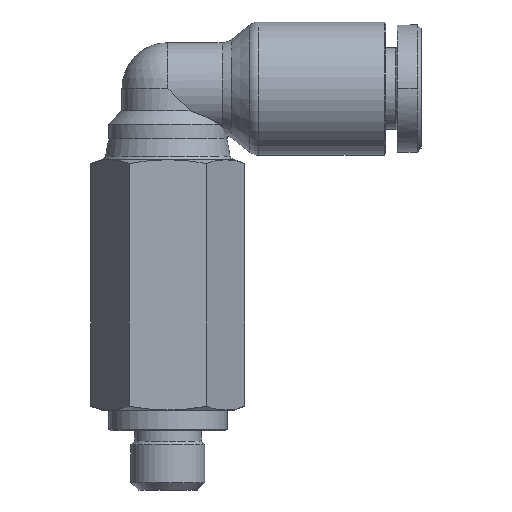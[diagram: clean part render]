
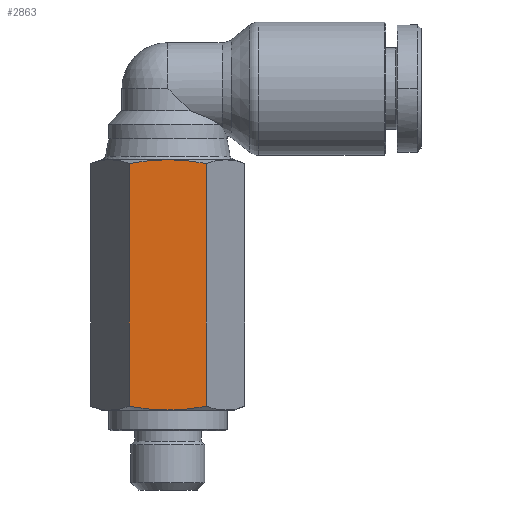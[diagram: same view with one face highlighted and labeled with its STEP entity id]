
A CAD part, front view. The second image highlights one B-rep face of the part: STEP entity #2863.
In plain terms, the highlighted planar face has unit normal (0, -1, 0).
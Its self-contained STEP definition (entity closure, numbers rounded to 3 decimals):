
#2682=CARTESIAN_POINT('',(-7.898,-4.5,-21.447));
#2683=VERTEX_POINT('',#2682);
#2697=CARTESIAN_POINT('',(-5.3,-4.5,-21.7));
#2698=VERTEX_POINT('',#2697);
#2706=CARTESIAN_POINT('',(-7.898,-4.5,-21.447));
#2707=CARTESIAN_POINT('',(-6.506,-4.5,-21.7));
#2708=CARTESIAN_POINT('',(-5.3,-4.5,-21.7));
#2716=(BOUNDED_CURVE()B_SPLINE_CURVE(2,(#2706,#2707,#2708),.UNSPECIFIED.,.F.,.U.)B_SPLINE_CURVE_WITH_KNOTS((3,3),(8.622,12.512),.UNSPECIFIED.)CURVE()GEOMETRIC_REPRESENTATION_ITEM()RATIONAL_B_SPLINE_CURVE((1.167,1.121,1.0))REPRESENTATION_ITEM(''));
#2717=EDGE_CURVE('',#2683,#2698,#2716,.T.);
#2727=CARTESIAN_POINT('',(-2.702,-4.5,-21.447));
#2728=VERTEX_POINT('',#2727);
#2729=CARTESIAN_POINT('',(-5.3,-4.5,-21.7));
#2730=CARTESIAN_POINT('',(-4.094,-4.5,-21.7));
#2731=CARTESIAN_POINT('',(-2.702,-4.5,-21.447));
#2739=(BOUNDED_CURVE()B_SPLINE_CURVE(2,(#2729,#2730,#2731),.UNSPECIFIED.,.F.,.U.)B_SPLINE_CURVE_WITH_KNOTS((3,3),(12.512,16.403),.UNSPECIFIED.)CURVE()GEOMETRIC_REPRESENTATION_ITEM()RATIONAL_B_SPLINE_CURVE((1.0,1.121,1.167))REPRESENTATION_ITEM(''));
#2740=EDGE_CURVE('',#2698,#2728,#2739,.T.);
#2772=CARTESIAN_POINT('',(-7.898,-4.5,-5.053));
#2773=VERTEX_POINT('',#2772);
#2774=CARTESIAN_POINT('',(-7.898,-4.5,-21.447));
#2775=DIRECTION('',(0.0,0.0,1.0));
#2776=VECTOR('',#2775,16.393);
#2777=LINE('',#2774,#2776);
#2778=EDGE_CURVE('',#2683,#2773,#2777,.T.);
#2817=CARTESIAN_POINT('',(-2.702,-4.5,-23.1));
#2818=DIRECTION('',(0.0,-1.0,0.0));
#2819=DIRECTION('',(-1.0,0.0,0.0));
#2820=AXIS2_PLACEMENT_3D('',#2817,#2818,#2819);
#2821=PLANE('',#2820);
#2822=ORIENTED_EDGE('',*,*,#2717,.T.);
#2823=ORIENTED_EDGE('',*,*,#2740,.T.);
#2824=CARTESIAN_POINT('',(-2.702,-4.5,-5.053));
#2825=VERTEX_POINT('',#2824);
#2826=CARTESIAN_POINT('',(-2.702,-4.5,-21.447));
#2827=DIRECTION('',(0.0,0.0,1.0));
#2828=VECTOR('',#2827,16.393);
#2829=LINE('',#2826,#2828);
#2830=EDGE_CURVE('',#2728,#2825,#2829,.T.);
#2831=ORIENTED_EDGE('',*,*,#2830,.T.);
#2832=CARTESIAN_POINT('',(-5.3,-4.5,-4.8));
#2833=VERTEX_POINT('',#2832);
#2834=CARTESIAN_POINT('',(-2.702,-4.5,-5.053));
#2835=CARTESIAN_POINT('',(-4.094,-4.5,-4.8));
#2836=CARTESIAN_POINT('',(-5.3,-4.5,-4.8));
#2844=(BOUNDED_CURVE()B_SPLINE_CURVE(2,(#2834,#2835,#2836),.UNSPECIFIED.,.F.,.U.)B_SPLINE_CURVE_WITH_KNOTS((3,3),(8.646,12.54),.UNSPECIFIED.)CURVE()GEOMETRIC_REPRESENTATION_ITEM()RATIONAL_B_SPLINE_CURVE((1.168,1.122,1.0))REPRESENTATION_ITEM(''));
#2845=EDGE_CURVE('',#2825,#2833,#2844,.T.);
#2846=ORIENTED_EDGE('',*,*,#2845,.T.);
#2847=CARTESIAN_POINT('',(-5.3,-4.5,-4.8));
#2848=CARTESIAN_POINT('',(-6.506,-4.5,-4.8));
#2849=CARTESIAN_POINT('',(-7.898,-4.5,-5.053));
#2857=(BOUNDED_CURVE()B_SPLINE_CURVE(2,(#2847,#2848,#2849),.UNSPECIFIED.,.F.,.U.)B_SPLINE_CURVE_WITH_KNOTS((3,3),(12.54,16.434),.UNSPECIFIED.)CURVE()GEOMETRIC_REPRESENTATION_ITEM()RATIONAL_B_SPLINE_CURVE((1.0,1.122,1.168))REPRESENTATION_ITEM(''));
#2858=EDGE_CURVE('',#2833,#2773,#2857,.T.);
#2859=ORIENTED_EDGE('',*,*,#2858,.T.);
#2860=ORIENTED_EDGE('',*,*,#2778,.F.);
#2861=EDGE_LOOP('',(#2822,#2823,#2831,#2846,#2859,#2860));
#2862=FACE_OUTER_BOUND('',#2861,.T.);
#2863=ADVANCED_FACE('',(#2862),#2821,.T.);
